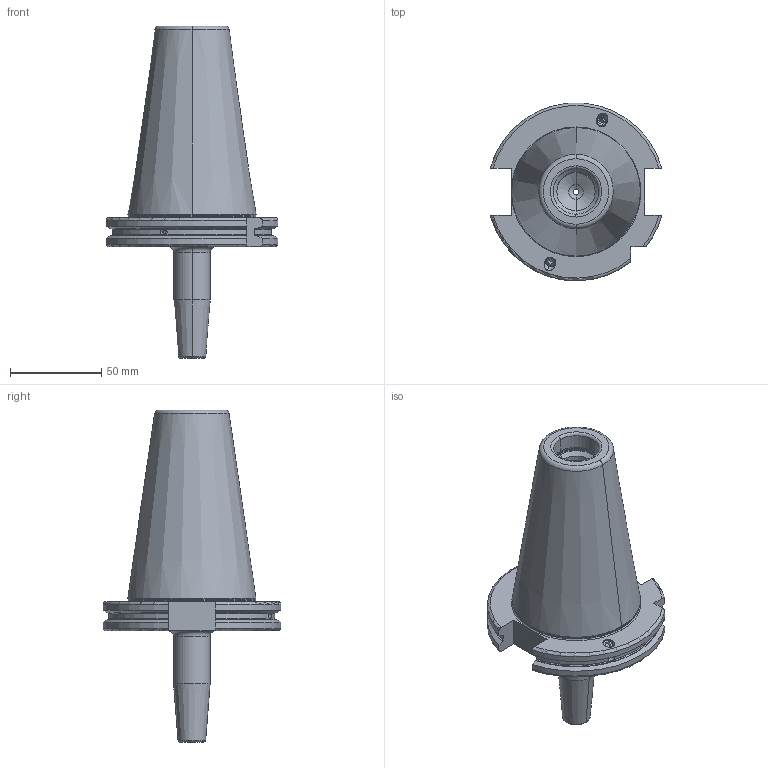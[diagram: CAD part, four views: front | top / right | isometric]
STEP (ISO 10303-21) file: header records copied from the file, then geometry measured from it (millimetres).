
FILE_DESCRIPTION((''),'2;1');
FILE_NAME('503_71_03','2020-08-26T',('104091'),(''),'CREO PARAMETRIC BY PTC INC, 2016260','CREO PARAMETRIC BY PTC INC, 2016260','');
FILE_SCHEMA(('CONFIG_CONTROL_DESIGN'));
Length unit declared in the file: millimetre
Products named in the file (1): 503_71_03
Bounding box: 94.05 x 97.31 x 181.75 mm (x, y, z)
Volume: 335278.8 mm3; surface area: 48957.8 mm2
Topology: 1 solids, 1 shells, 164 faces, 409 edges, 246 vertices
Faces by surface type: cylinder 49, cone 44, plane 41, torus 30
Entity records: 5378 total; most frequent: CARTESIAN_POINT 1496, DIRECTION 814, ORIENTED_EDGE 806, EDGE_CURVE 403, AXIS2_PLACEMENT_3D 328, VERTEX_POINT 246, EDGE_LOOP 175, FACE_OUTER_BOUND 164
